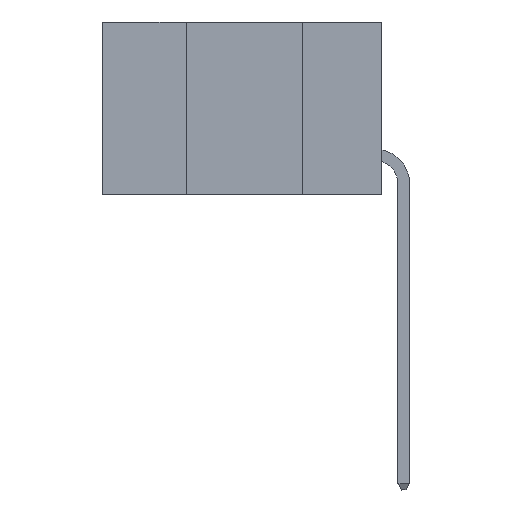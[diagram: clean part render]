
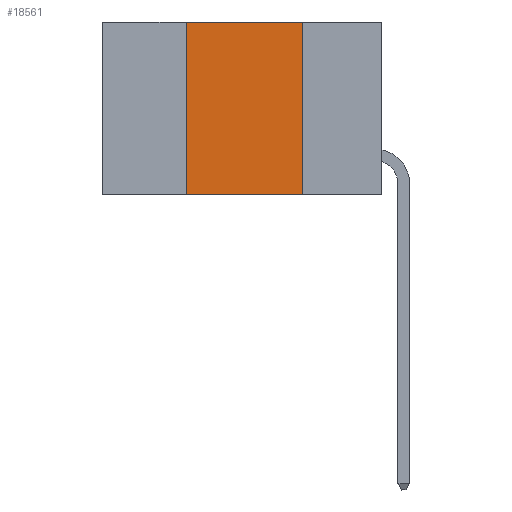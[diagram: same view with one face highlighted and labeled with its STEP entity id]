
A CAD part, left-side view. The second image highlights one B-rep face of the part: STEP entity #18561.
In plain terms, the highlighted planar face has unit normal (-1, 0, 0).
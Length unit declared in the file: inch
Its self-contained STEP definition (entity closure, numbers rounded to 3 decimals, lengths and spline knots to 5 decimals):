
#62 = CARTESIAN_POINT ( 'NONE',  ( 0., 0.42, 0. ) ) ;
#1084 = CARTESIAN_POINT ( 'NONE',  ( 0., 0.6, 0. ) ) ;
#1490 = VECTOR ( 'NONE', #13451, 39.37008 ) ;
#1625 = LINE ( 'NONE', #5781, #13540 ) ;
#1774 = ORIENTED_EDGE ( 'NONE', *, *, #8498, .F. ) ;
#3287 = EDGE_CURVE ( 'NONE', #17508, #20176, #9236, .T. ) ;
#4558 = VERTEX_POINT ( 'NONE', #14423 ) ;
#5046 = LINE ( 'NONE', #16625, #6398 ) ;
#5314 = EDGE_CURVE ( 'NONE', #14163, #4558, #5046, .T. ) ;
#5716 = LINE ( 'NONE', #62, #1490 ) ;
#5781 = CARTESIAN_POINT ( 'NONE',  ( 0., 0.17, 0. ) ) ;
#6168 = DIRECTION ( 'NONE',  ( 1., 0., 0. ) ) ;
#6398 = VECTOR ( 'NONE', #13266, 39.37008 ) ;
#7576 = EDGE_LOOP ( 'NONE', ( #21458, #13616, #1774, #20240 ) ) ;
#8498 = EDGE_CURVE ( 'NONE', #14163, #17508, #5716, .T. ) ;
#9236 = LINE ( 'NONE', #12875, #13229 ) ;
#10022 = CARTESIAN_POINT ( 'NONE',  ( 0., 0.42, -0.37 ) ) ;
#12528 = DIRECTION ( 'NONE',  ( 0., 0., -1. ) ) ;
#12659 = DIRECTION ( 'NONE',  ( 0., -1., 0. ) ) ;
#12875 = CARTESIAN_POINT ( 'NONE',  ( 0., 0.6, 0. ) ) ;
#13165 = CARTESIAN_POINT ( 'NONE',  ( 0., 0.17, 0. ) ) ;
#13229 = VECTOR ( 'NONE', #12659, 39.37008 ) ;
#13266 = DIRECTION ( 'NONE',  ( 0., -1., 0. ) ) ;
#13328 = EDGE_CURVE ( 'NONE', #20176, #4558, #1625, .T. ) ;
#13451 = DIRECTION ( 'NONE',  ( 0., 0., 1. ) ) ;
#13540 = VECTOR ( 'NONE', #12528, 39.37008 ) ;
#13616 = ORIENTED_EDGE ( 'NONE', *, *, #3287, .F. ) ;
#14163 = VERTEX_POINT ( 'NONE', #10022 ) ;
#14423 = CARTESIAN_POINT ( 'NONE',  ( 0., 0.17, -0.37 ) ) ;
#15044 = CARTESIAN_POINT ( 'NONE',  ( 0., 0.42, 0. ) ) ;
#16173 = FACE_OUTER_BOUND ( 'NONE', #7576, .T. ) ;
#16625 = CARTESIAN_POINT ( 'NONE',  ( 0., 0.6, -0.37 ) ) ;
#17508 = VERTEX_POINT ( 'NONE', #15044 ) ;
#18561 = ADVANCED_FACE ( 'NONE', ( #16173 ), #21367, .F. ) ;
#18829 = AXIS2_PLACEMENT_3D ( 'NONE', #1084, #6168, #21434 ) ;
#20176 = VERTEX_POINT ( 'NONE', #13165 ) ;
#20240 = ORIENTED_EDGE ( 'NONE', *, *, #5314, .T. ) ;
#21367 = PLANE ( 'NONE',  #18829 ) ;
#21434 = DIRECTION ( 'NONE',  ( 0., 0., -1. ) ) ;
#21458 = ORIENTED_EDGE ( 'NONE', *, *, #13328, .F. ) ;
